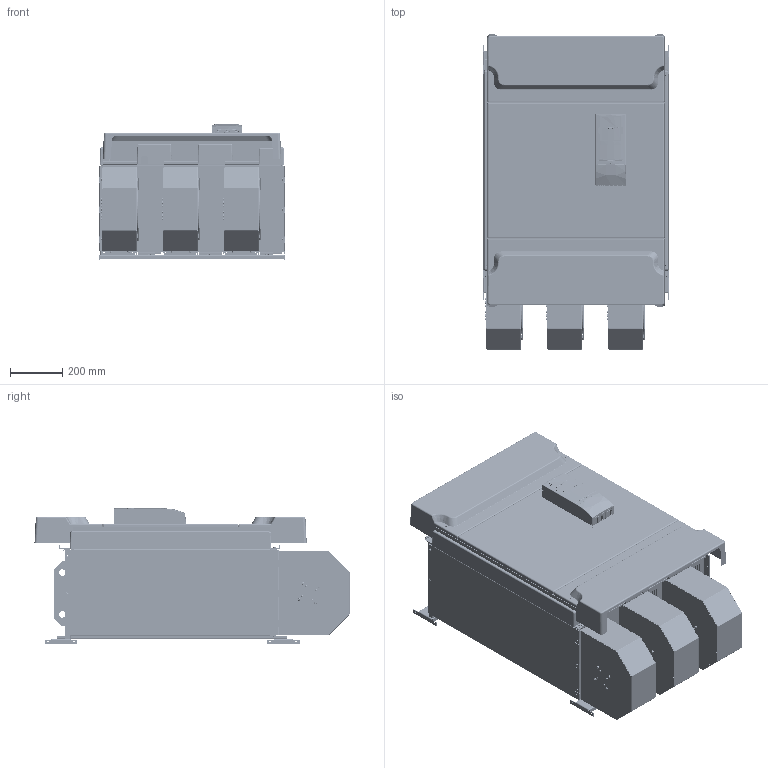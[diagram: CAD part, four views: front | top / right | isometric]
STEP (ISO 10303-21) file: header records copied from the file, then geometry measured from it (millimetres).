
FILE_DESCRIPTION((''),'2;1');
FILE_NAME('OUT_NXP_FR11','2020-03-12T',('U377409'),('Danfoss Drives A/S'),'CREO PARAMETRIC BY PTC INC, 2018070','CREO PARAMETRIC BY PTC INC, 2018070','');
FILE_SCHEMA(('CONFIG_CONTROL_DESIGN','GEOMETRIC_VALIDATION_PROPERTIES_MIM'));
Products named in the file (1): OUT_NXP_FR11
Bounding box: 712 x 1206.16 x 522.57 mm (x, y, z)
Volume: 562125 mm3; surface area: 15217992.8 mm2
Topology: 24 solids, 61 shells, 8911 faces, 24097 edges, 15461 vertices
Faces by surface type: plane 4014, cylinder 3734, bspline 417, cone 396, torus 196, sphere 129, extrusion 19, revolution 6
Entity records: 393726 total; most frequent: CARTESIAN_POINT 93049, ORIENTED_EDGE 47896, DIRECTION 46047, PRESENTATION_STYLE_ASSIGNMENT 24278, STYLED_ITEM 24023, CURVE_STYLE 23972, EDGE_CURVE 23961, AXIS2_PLACEMENT_3D 16364
